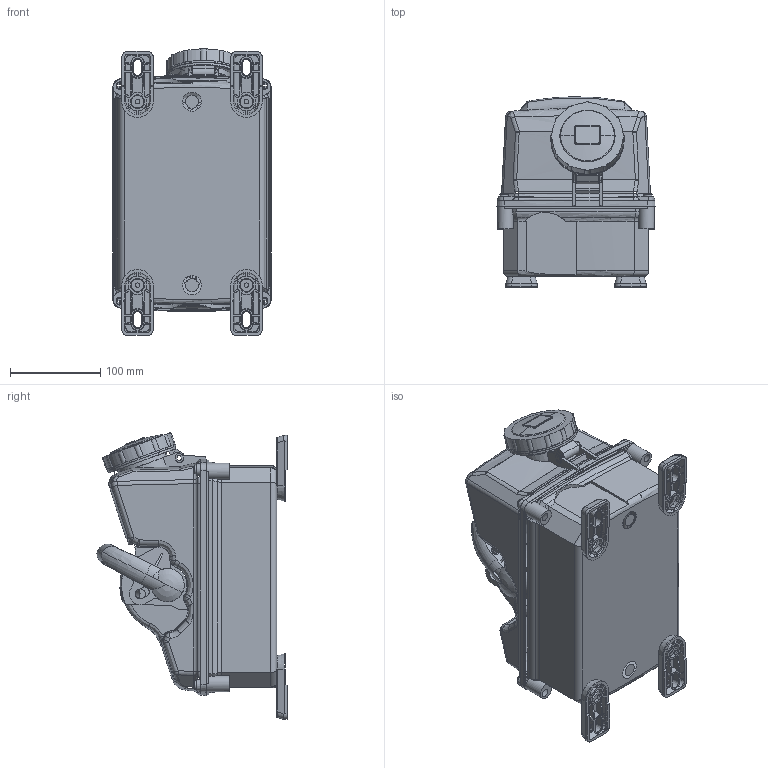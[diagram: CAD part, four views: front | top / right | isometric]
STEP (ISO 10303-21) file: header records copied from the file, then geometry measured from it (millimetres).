
FILE_DESCRIPTION((''),'2;1');
FILE_NAME('PS420MIR','2017-10-03T',('syrohmer'),(''),'PRO/ENGINEER BY PARAMETRIC TECHNOLOGY CORPORATION, 2014200','PRO/ENGINEER BY PARAMETRIC TECHNOLOGY CORPORATION, 2014200','');
FILE_SCHEMA(('CONFIG_CONTROL_DESIGN'));
Length unit declared in the file: inch
Products named in the file (1): PS420MIR
Bounding box: 175.01 x 210.51 x 317.69 mm (x, y, z)
Surface area: 275091.7 mm2 (no closed solid volume)
Topology: 0 solids, 85 shells, 657 faces, 2973 edges, 2346 vertices
Faces by surface type: plane 252, cylinder 198, bspline 99, cone 68, torus 22, sphere 18
Entity records: 38145 total; most frequent: CARTESIAN_POINT 16529, ORIENTED_EDGE 4101, DIRECTION 3864, EDGE_CURVE 2964, VERTEX_POINT 2346, AXIS2_PLACEMENT_3D 1319, VECTOR 1226, LINE 1226
